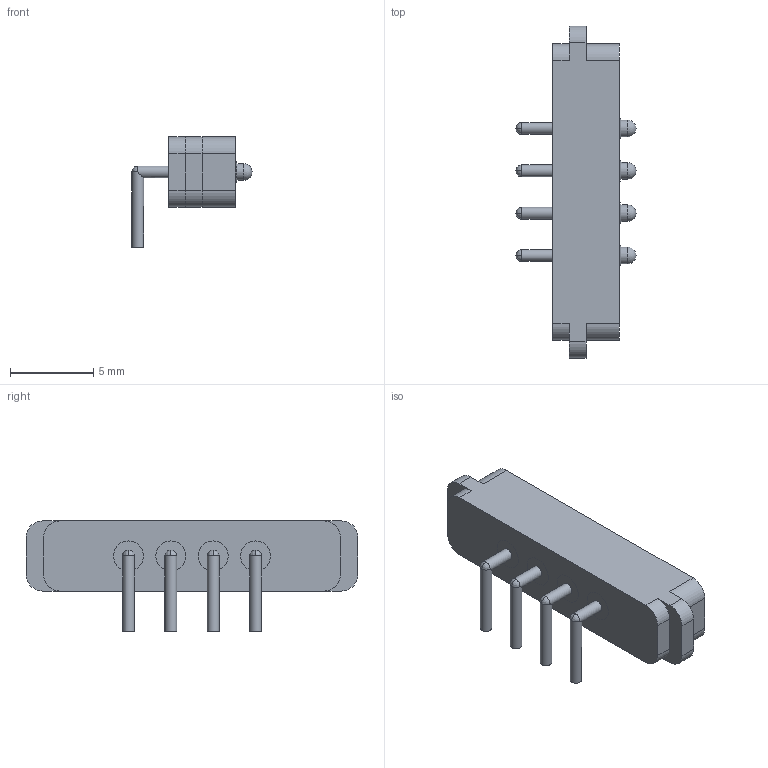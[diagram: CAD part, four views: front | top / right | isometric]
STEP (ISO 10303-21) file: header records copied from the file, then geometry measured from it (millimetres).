
FILE_DESCRIPTION(('FreeCAD Model'),'2;1');
FILE_NAME('Open CASCADE Shape Model','2025-09-13T14:05:43',( 'kicad StepUp'),('ksu MCAD'),'Open CASCADE STEP processor 7.7', 'FreeCAD','Unknown');
FILE_SCHEMA(('AUTOMOTIVE_DESIGN { 1 0 10303 214 1 1 1 1 }'));
Length unit declared in the file: millimetre
Products named in the file (8): Part; Shroud; Pin; PinClone002; PinClone003; PinClone004; Magnet; MagnetClone006
Assembly tree (7 placements, depth 2):
  Part
    Shroud
    Pin
    PinClone002
    PinClone003
    PinClone004
    Magnet
    MagnetClone006
Bounding box: 7.2 x 19.9 x 6.6 mm (x, y, z)
Volume: 316.9 mm3; surface area: 648.4 mm2
Topology: 7 solids, 7 shells, 96 faces, 204 edges, 124 vertices
Faces by surface type: cylinder 44, plane 36, revolution 8, cone 4, sphere 4
Full cylindrical faces by diameter (mm): 0.7 x8, 1 x4, 1.5 x8, 1.8 x8, 3 x4
Entity records: 2774 total; most frequent: DIRECTION 516, CARTESIAN_POINT 428, ORIENTED_EDGE 384, AXIS2_PLACEMENT_3D 212, EDGE_CURVE 192, VERTEX_POINT 124, FACE_BOUND 118, EDGE_LOOP 118
